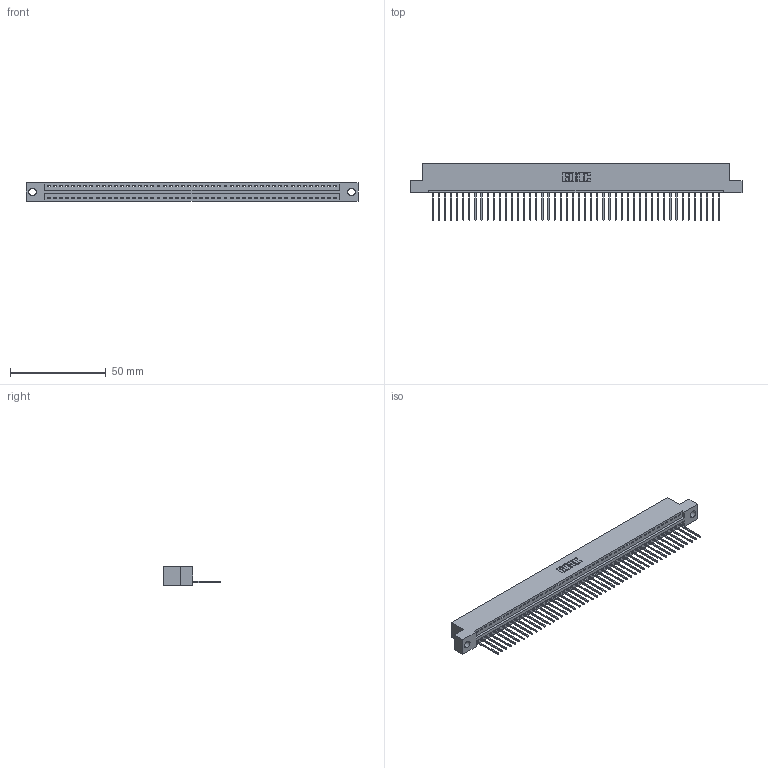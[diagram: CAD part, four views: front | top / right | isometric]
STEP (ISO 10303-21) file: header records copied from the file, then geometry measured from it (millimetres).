
FILE_DESCRIPTION (( 'STEP AP203' ), '1' );
FILE_NAME ('346-048-540-104.STEP', '2022-05-09T23:42:17', ( '' ), ( '' ), 'SwSTEP 2.0', 'SolidWorks 2020', '' );
FILE_SCHEMA (( 'CONFIG_CONTROL_DESIGN' ));
Length unit declared in the file: inch
Products named in the file (3): 346-048-540-104; 345-292-001_345-293-140; 346 Part_Flush Mounting Lugs - 0.156 Dia-TH
Assembly tree (49 placements, depth 2):
  346-048-540-104
    346 Part_Flush Mounting Lugs - 0.156 Dia-TH
    345-292-001_345-293-140  x48
Bounding box: 172.97 x 29.46 x 9.4 mm (x, y, z)
Volume: 16557.8 mm3; surface area: 21071.7 mm2
Topology: 49 solids, 49 shells, 2920 faces, 8813 edges, 5810 vertices
Faces by surface type: plane 2010, cylinder 910
Entity records: 29419 total; most frequent: CARTESIAN_POINT 5050, ORIENTED_EDGE 5030, DIRECTION 4447, EDGE_CURVE 2515, LINE 2191, VECTOR 2191, VERTEX_POINT 1674, AXIS2_PLACEMENT_3D 1128
